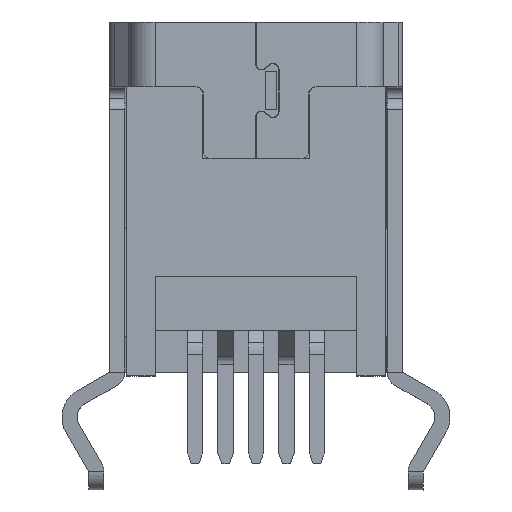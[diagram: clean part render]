
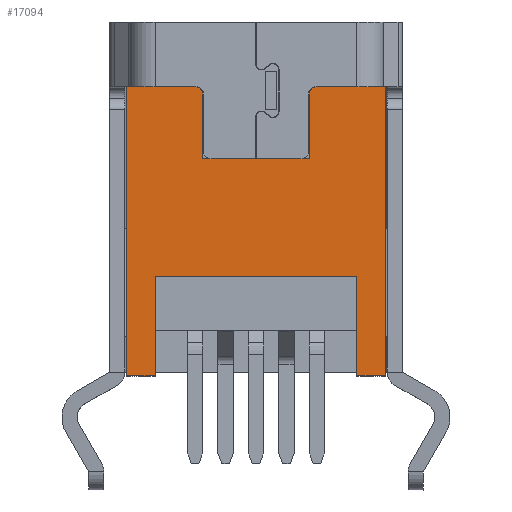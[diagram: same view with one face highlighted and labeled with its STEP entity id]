
A CAD part, top view. The second image highlights one B-rep face of the part: STEP entity #17094.
In plain terms, the highlighted face is planar.
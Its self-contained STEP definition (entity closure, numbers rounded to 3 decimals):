
#173 = EDGE_CURVE ( 'NONE', #2575, #633, #8590, .T. ) ;
#288 = DIRECTION ( 'NONE',  ( 1., 0., 0. ) ) ;
#304 = CARTESIAN_POINT ( 'NONE',  ( -20.938, 2.65, -3.8 ) ) ;
#456 = VERTEX_POINT ( 'NONE', #5550 ) ;
#462 = AXIS2_PLACEMENT_3D ( 'NONE', #17681, #10889, #288 ) ;
#524 = VECTOR ( 'NONE', #1346, 1000. ) ;
#633 = VERTEX_POINT ( 'NONE', #5057 ) ;
#1135 = DIRECTION ( 'NONE',  ( -1., 0., 0. ) ) ;
#1346 = DIRECTION ( 'NONE',  ( 1., 0., 0. ) ) ;
#1386 = CARTESIAN_POINT ( 'NONE',  ( -2.4, -2.65, -3.8 ) ) ;
#1430 = CARTESIAN_POINT ( 'NONE',  ( -20.938, 1.4, -3.8 ) ) ;
#1691 = CARTESIAN_POINT ( 'NONE',  ( 0.2, 2.65, -3.8 ) ) ;
#1884 = VERTEX_POINT ( 'NONE', #16380 ) ;
#2103 = LINE ( 'NONE', #19511, #6233 ) ;
#2201 = CARTESIAN_POINT ( 'NONE',  ( 0.2, -3.4, -3.8 ) ) ;
#2242 = LINE ( 'NONE', #304, #11577 ) ;
#2257 = CARTESIAN_POINT ( 'NONE',  ( -7.4, 3.4, -3.8 ) ) ;
#2397 = VERTEX_POINT ( 'NONE', #11130 ) ;
#2424 = VERTEX_POINT ( 'NONE', #7898 ) ;
#2575 = VERTEX_POINT ( 'NONE', #7183 ) ;
#2676 = EDGE_CURVE ( 'NONE', #3251, #456, #2103, .T. ) ;
#2758 = DIRECTION ( 'NONE',  ( 1., 0., 0. ) ) ;
#2769 = CARTESIAN_POINT ( 'NONE',  ( -7.4, -3.4, -3.8 ) ) ;
#3251 = VERTEX_POINT ( 'NONE', #1386 ) ;
#3313 = DIRECTION ( 'NONE',  ( 0., 0., -1. ) ) ;
#3680 = EDGE_CURVE ( 'NONE', #19844, #15611, #11076, .T. ) ;
#3933 = EDGE_LOOP ( 'NONE', ( #17973, #17520, #12325, #8682, #14385, #14212, #4622, #14588, #10334, #13657, #18218, #19080, #5651, #7298 ) ) ;
#3996 = DIRECTION ( 'NONE',  ( 0., 1., 0. ) ) ;
#4096 = DIRECTION ( 'NONE',  ( 0., -1., 0. ) ) ;
#4171 = CARTESIAN_POINT ( 'NONE',  ( -20.938, -3.4, -3.8 ) ) ;
#4562 = VECTOR ( 'NONE', #10227, 1000. ) ;
#4622 = ORIENTED_EDGE ( 'NONE', *, *, #3680, .T. ) ;
#4636 = EDGE_CURVE ( 'NONE', #8532, #2575, #16211, .T. ) ;
#4775 = CARTESIAN_POINT ( 'NONE',  ( -20.938, 3.4, -3.8 ) ) ;
#4896 = DIRECTION ( 'NONE',  ( 1., 0., 0. ) ) ;
#5028 = CARTESIAN_POINT ( 'NONE',  ( 0.2, 2.65, -3.8 ) ) ;
#5042 = CARTESIAN_POINT ( 'NONE',  ( -20.938, 3.4, -3.8 ) ) ;
#5057 = CARTESIAN_POINT ( 'NONE',  ( 0.2, 3.4, -3.8 ) ) ;
#5550 = CARTESIAN_POINT ( 'NONE',  ( 0.2, -2.65, -3.8 ) ) ;
#5609 = AXIS2_PLACEMENT_3D ( 'NONE', #7936, #22232, #2758 ) ;
#5651 = ORIENTED_EDGE ( 'NONE', *, *, #17764, .T. ) ;
#5998 = VECTOR ( 'NONE', #9245, 1000. ) ;
#6058 = EDGE_CURVE ( 'NONE', #8607, #12223, #8717, .T. ) ;
#6233 = VECTOR ( 'NONE', #14456, 1000. ) ;
#6715 = EDGE_CURVE ( 'NONE', #19844, #456, #10018, .T. ) ;
#6946 = CARTESIAN_POINT ( 'NONE',  ( -7.2, -1.4, -3.8 ) ) ;
#6956 = DIRECTION ( 'NONE',  ( -1., 0., 0. ) ) ;
#7183 = CARTESIAN_POINT ( 'NONE',  ( -7.4, 3.4, -3.8 ) ) ;
#7189 = EDGE_CURVE ( 'NONE', #7195, #633, #15537, .T. ) ;
#7195 = VERTEX_POINT ( 'NONE', #5028 ) ;
#7298 = ORIENTED_EDGE ( 'NONE', *, *, #4636, .T. ) ;
#7777 = VERTEX_POINT ( 'NONE', #6946 ) ;
#7792 = AXIS2_PLACEMENT_3D ( 'NONE', #5042, #3313, #1135 ) ;
#7898 = CARTESIAN_POINT ( 'NONE',  ( -2.4, 2.65, -3.8 ) ) ;
#7936 = CARTESIAN_POINT ( 'NONE',  ( -7.2, 1.6, -3.8 ) ) ;
#8391 = PLANE ( 'NONE',  #7792 ) ;
#8532 = VERTEX_POINT ( 'NONE', #13831 ) ;
#8590 = LINE ( 'NONE', #4775, #15511 ) ;
#8607 = VERTEX_POINT ( 'NONE', #15768 ) ;
#8608 = CARTESIAN_POINT ( 'NONE',  ( -20.938, -1.4, -3.8 ) ) ;
#8682 = ORIENTED_EDGE ( 'NONE', *, *, #14798, .T. ) ;
#8717 = LINE ( 'NONE', #10223, #21277 ) ;
#9175 = EDGE_CURVE ( 'NONE', #15611, #2397, #10273, .T. ) ;
#9245 = DIRECTION ( 'NONE',  ( 0., 1., 0. ) ) ;
#10018 = LINE ( 'NONE', #2201, #5998 ) ;
#10223 = CARTESIAN_POINT ( 'NONE',  ( -5.5, 3.4, -3.8 ) ) ;
#10227 = DIRECTION ( 'NONE',  ( 0., 1., 0. ) ) ;
#10273 = LINE ( 'NONE', #18574, #12762 ) ;
#10334 = ORIENTED_EDGE ( 'NONE', *, *, #22154, .T. ) ;
#10889 = DIRECTION ( 'NONE',  ( 0., 0., -1. ) ) ;
#11076 = LINE ( 'NONE', #4171, #19349 ) ;
#11130 = CARTESIAN_POINT ( 'NONE',  ( -7.4, -1.6, -3.8 ) ) ;
#11577 = VECTOR ( 'NONE', #12972, 1000. ) ;
#11829 = VECTOR ( 'NONE', #3996, 1000. ) ;
#12223 = VERTEX_POINT ( 'NONE', #13591 ) ;
#12325 = ORIENTED_EDGE ( 'NONE', *, *, #14720, .T. ) ;
#12740 = CARTESIAN_POINT ( 'NONE',  ( -2.4, 3.4, -3.8 ) ) ;
#12762 = VECTOR ( 'NONE', #16851, 1000. ) ;
#12972 = DIRECTION ( 'NONE',  ( -1., 0., 0. ) ) ;
#13591 = CARTESIAN_POINT ( 'NONE',  ( -5.5, 1.4, -3.8 ) ) ;
#13657 = ORIENTED_EDGE ( 'NONE', *, *, #13775, .T. ) ;
#13775 = EDGE_CURVE ( 'NONE', #7777, #8607, #17252, .T. ) ;
#13831 = CARTESIAN_POINT ( 'NONE',  ( -7.4, 1.6, -3.8 ) ) ;
#14212 = ORIENTED_EDGE ( 'NONE', *, *, #6715, .F. ) ;
#14385 = ORIENTED_EDGE ( 'NONE', *, *, #2676, .T. ) ;
#14456 = DIRECTION ( 'NONE',  ( 1., 0., 0. ) ) ;
#14588 = ORIENTED_EDGE ( 'NONE', *, *, #9175, .T. ) ;
#14720 = EDGE_CURVE ( 'NONE', #7195, #2424, #2242, .T. ) ;
#14756 = CARTESIAN_POINT ( 'NONE',  ( 0.2, -3.4, -3.8 ) ) ;
#14798 = EDGE_CURVE ( 'NONE', #2424, #3251, #19878, .T. ) ;
#15511 = VECTOR ( 'NONE', #4896, 1000. ) ;
#15537 = LINE ( 'NONE', #1691, #4562 ) ;
#15611 = VERTEX_POINT ( 'NONE', #2769 ) ;
#15768 = CARTESIAN_POINT ( 'NONE',  ( -5.5, -1.4, -3.8 ) ) ;
#16211 = LINE ( 'NONE', #2257, #11829 ) ;
#16380 = CARTESIAN_POINT ( 'NONE',  ( -7.2, 1.4, -3.8 ) ) ;
#16390 = DIRECTION ( 'NONE',  ( -1., 0., 0. ) ) ;
#16851 = DIRECTION ( 'NONE',  ( 0., 1., 0. ) ) ;
#17094 = ADVANCED_FACE ( 'NONE', ( #20492 ), #8391, .T. ) ;
#17252 = LINE ( 'NONE', #8608, #524 ) ;
#17520 = ORIENTED_EDGE ( 'NONE', *, *, #7189, .F. ) ;
#17681 = CARTESIAN_POINT ( 'NONE',  ( -7.2, -1.6, -3.8 ) ) ;
#17764 = EDGE_CURVE ( 'NONE', #1884, #8532, #20722, .T. ) ;
#17973 = ORIENTED_EDGE ( 'NONE', *, *, #173, .T. ) ;
#18172 = VECTOR ( 'NONE', #4096, 1000. ) ;
#18218 = ORIENTED_EDGE ( 'NONE', *, *, #6058, .T. ) ;
#18574 = CARTESIAN_POINT ( 'NONE',  ( -7.4, 3.4, -3.8 ) ) ;
#19080 = ORIENTED_EDGE ( 'NONE', *, *, #19621, .T. ) ;
#19349 = VECTOR ( 'NONE', #16390, 1000. ) ;
#19511 = CARTESIAN_POINT ( 'NONE',  ( -20.938, -2.65, -3.8 ) ) ;
#19621 = EDGE_CURVE ( 'NONE', #12223, #1884, #21007, .T. ) ;
#19844 = VERTEX_POINT ( 'NONE', #14756 ) ;
#19878 = LINE ( 'NONE', #12740, #18172 ) ;
#19904 = VECTOR ( 'NONE', #6956, 1000. ) ;
#20336 = CIRCLE ( 'NONE', #462, 0.2 ) ;
#20474 = DIRECTION ( 'NONE',  ( 0., 1., 0. ) ) ;
#20492 = FACE_OUTER_BOUND ( 'NONE', #3933, .T. ) ;
#20722 = CIRCLE ( 'NONE', #5609, 0.2 ) ;
#21007 = LINE ( 'NONE', #1430, #19904 ) ;
#21277 = VECTOR ( 'NONE', #20474, 1000. ) ;
#22154 = EDGE_CURVE ( 'NONE', #2397, #7777, #20336, .T. ) ;
#22232 = DIRECTION ( 'NONE',  ( 0., 0., -1. ) ) ;
